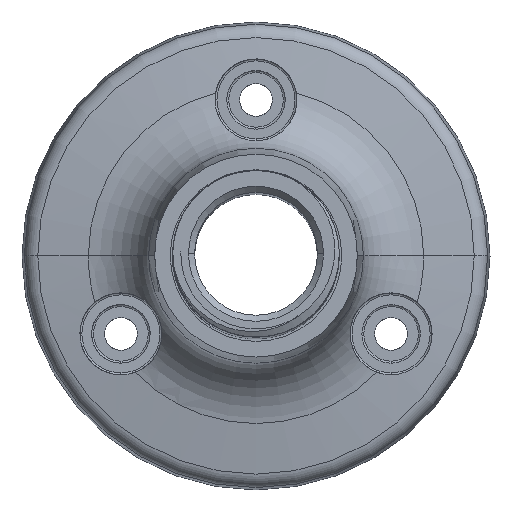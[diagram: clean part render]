
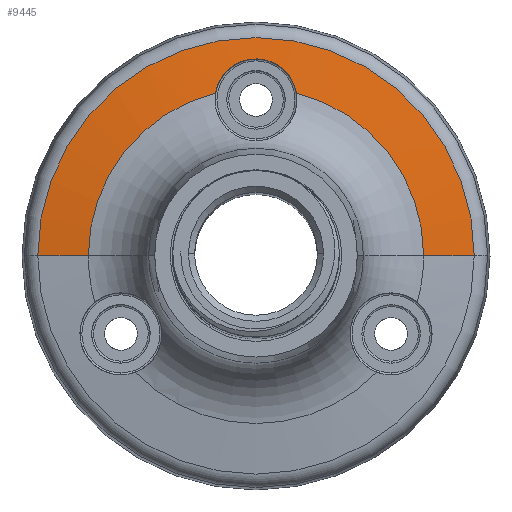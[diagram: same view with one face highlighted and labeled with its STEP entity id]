
A CAD part, top view. The second image highlights one B-rep face of the part: STEP entity #9445.
In plain terms, the highlighted conical face has half-angle 82 degrees and reference radius 24.739 mm.
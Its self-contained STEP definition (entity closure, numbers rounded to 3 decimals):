
#273=DIRECTION('',(0.99,0.,-0.139));
#274=VECTOR('',#273,6.547);
#275=CARTESIAN_POINT('',(21.497,0.,9.681));
#276=LINE('',#275,#274);
#282=DIRECTION('',(-0.99,0.,-0.139));
#283=VECTOR('',#282,6.547);
#284=CARTESIAN_POINT('',(-21.497,0.,9.681));
#285=LINE('',#284,#283);
#746=CARTESIAN_POINT('',(-5.178,20.864,9.681));
#768=CARTESIAN_POINT('',(0.,25.25,9.151));
#769=CARTESIAN_POINT('',(-0.35,25.25,9.151));
#770=CARTESIAN_POINT('',(-1.051,25.18,9.163));
#771=CARTESIAN_POINT('',(-2.061,24.867,9.196));
#772=CARTESIAN_POINT('',(-2.989,24.359,9.254));
#773=CARTESIAN_POINT('',(-3.798,23.676,9.333));
#774=CARTESIAN_POINT('',(-4.455,22.844,9.432));
#775=CARTESIAN_POINT('',(-4.934,21.896,9.548));
#776=CARTESIAN_POINT('',(-5.12,21.212,9.636));
#777=CARTESIAN_POINT('',(-5.178,20.864,9.681));
#789=CARTESIAN_POINT('',(0.,0.,9.681));
#790=DIRECTION('',(0.,0.,1.));
#791=DIRECTION('',(1.,0.,0.));
#792=AXIS2_PLACEMENT_3D('',#789,#790,#791);
#794=CARTESIAN_POINT('',(0.,0.,9.681));
#795=DIRECTION('',(0.,0.,1.));
#796=DIRECTION('',(-0.241,0.971,0.));
#797=AXIS2_PLACEMENT_3D('',#794,#795,#796);
#799=CARTESIAN_POINT('',(0.,0.,8.77));
#800=DIRECTION('',(0.,0.,-1.));
#801=DIRECTION('',(-1.,0.,0.));
#802=AXIS2_PLACEMENT_3D('',#799,#800,#801);
#824=CARTESIAN_POINT('',(5.178,20.864,9.681));
#835=CARTESIAN_POINT('',(5.178,20.864,9.681));
#836=CARTESIAN_POINT('',(5.12,21.212,9.636));
#837=CARTESIAN_POINT('',(4.934,21.896,9.548));
#838=CARTESIAN_POINT('',(4.455,22.845,9.432));
#839=CARTESIAN_POINT('',(3.797,23.677,9.333));
#840=CARTESIAN_POINT('',(2.988,24.36,9.254));
#841=CARTESIAN_POINT('',(2.06,24.867,9.196));
#842=CARTESIAN_POINT('',(1.051,25.18,9.163));
#843=CARTESIAN_POINT('',(0.35,25.25,9.151));
#844=CARTESIAN_POINT('',(0.,25.25,9.151));
#7913=CARTESIAN_POINT('',(21.497,0.,9.681));
#7914=VERTEX_POINT('',#7913);
#7915=CARTESIAN_POINT('',(-21.497,0.,9.681));
#7916=VERTEX_POINT('',#7915);
#8015=CARTESIAN_POINT('',(-27.98,0.,
8.77));
#8016=CARTESIAN_POINT('',(27.98,0.,8.77));
#8017=VERTEX_POINT('',#8015);
#8018=VERTEX_POINT('',#8016);
#8380=CARTESIAN_POINT('',(0.,25.25,9.15));
#8381=VERTEX_POINT('',#8380);
#8440=VERTEX_POINT('',#824);
#8441=VERTEX_POINT('',#746);
#9430=CARTESIAN_POINT('',(0.,0.,9.226));
#9431=DIRECTION('',(0.,0.,-1.));
#9432=DIRECTION('',(1.,0.,0.));
#9433=AXIS2_PLACEMENT_3D('',#9430,#9431,#9432);
#9434=CONICAL_SURFACE('',#9433,24.739,82.);
#9435=ORIENTED_EDGE('',*,*,#9421,.T.);
#9437=ORIENTED_EDGE('',*,*,#9436,.T.);
#9438=ORIENTED_EDGE('',*,*,#9403,.T.);
#9439=ORIENTED_EDGE('',*,*,#9416,.T.);
#9440=ORIENTED_EDGE('',*,*,#8856,.T.);
#9441=ORIENTED_EDGE('',*,*,#8805,.T.);
#9442=ORIENTED_EDGE('',*,*,#8853,.F.);
#9443=EDGE_LOOP('',(#9435,#9437,#9438,#9439,#9440,#9441,#9442));
#9444=FACE_OUTER_BOUND('',#9443,.F.);
#9445=ADVANCED_FACE('',(#9444),#9434,.T.);
#778=B_SPLINE_CURVE_WITH_KNOTS('',3,(#768,#769,#770,#771,#772,#773,#774,#775,
#776,#777),.UNSPECIFIED.,.F.,.F.,(4,1,1,1,1,1,1,4),(0.,0.143,
0.286,0.429,0.571,0.714,
0.857,1.),.UNSPECIFIED.);
#793=CIRCLE('',#792,21.497);
#798=CIRCLE('',#797,21.497);
#803=CIRCLE('',#802,27.98);
#845=B_SPLINE_CURVE_WITH_KNOTS('',3,(#835,#836,#837,#838,#839,#840,#841,#842,
#843,#844),.UNSPECIFIED.,.F.,.F.,(4,1,1,1,1,1,1,4),(0.,0.143,
0.286,0.429,0.571,0.714,
0.857,1.),.UNSPECIFIED.);
#8805=EDGE_CURVE('',#8017,#8018,#803,.T.);
#8853=EDGE_CURVE('',#7914,#8018,#276,.T.);
#8856=EDGE_CURVE('',#7916,#8017,#285,.T.);
#9403=EDGE_CURVE('',#8381,#8441,#778,.T.);
#9416=EDGE_CURVE('',#8441,#7916,#798,.T.);
#9421=EDGE_CURVE('',#7914,#8440,#793,.T.);
#9436=EDGE_CURVE('',#8440,#8381,#845,.T.);
